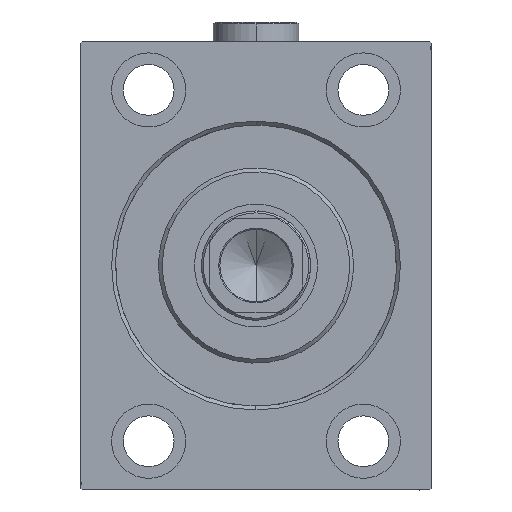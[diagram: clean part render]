
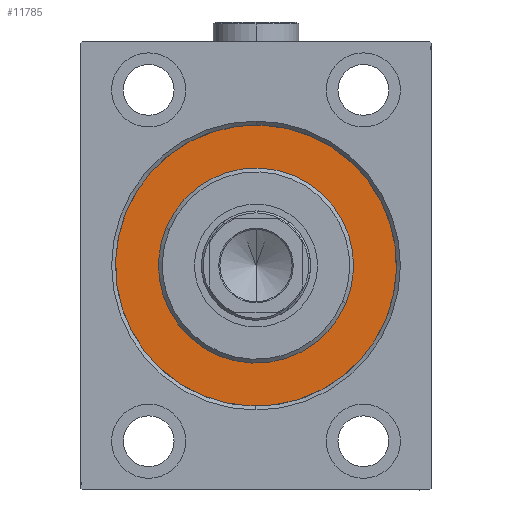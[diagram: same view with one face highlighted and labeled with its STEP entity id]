
A CAD part, left-side view. The second image highlights one B-rep face of the part: STEP entity #11785.
In plain terms, the highlighted face is planar.
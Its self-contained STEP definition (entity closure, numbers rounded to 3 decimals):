
#100 = VERTEX_POINT ( 'NONE', #36868 ) ;
#544 = EDGE_LOOP ( 'NONE', ( #23761, #34498 ) ) ;
#617 = AXIS2_PLACEMENT_3D ( 'NONE', #41492, #10077, #20653 ) ;
#758 = CARTESIAN_POINT ( 'NONE',  ( 0., 0., 36. ) ) ;
#1313 = EDGE_CURVE ( 'NONE', #28962, #29063, #43039, .T. ) ;
#6287 = CIRCLE ( 'NONE', #12112, 36. ) ;
#7405 = DIRECTION ( 'NONE',  ( 1., 0., 0. ) ) ;
#7913 = CARTESIAN_POINT ( 'NONE',  ( 0., 0., 0. ) ) ;
#10076 = CARTESIAN_POINT ( 'NONE',  ( 0., 0., 0. ) ) ;
#10077 = DIRECTION ( 'NONE',  ( -1., 0., 0. ) ) ;
#10822 = CARTESIAN_POINT ( 'NONE',  ( 0., 0., 0. ) ) ;
#11158 = EDGE_CURVE ( 'NONE', #29063, #28962, #6287, .T. ) ;
#11785 = ADVANCED_FACE ( 'NONE', ( #39078, #39306 ), #21675, .F. ) ;
#12112 = AXIS2_PLACEMENT_3D ( 'NONE', #36649, #16486, #37341 ) ;
#14163 = CARTESIAN_POINT ( 'NONE',  ( 0., 0., -36. ) ) ;
#14423 = DIRECTION ( 'NONE',  ( 1., 0., 0. ) ) ;
#16486 = DIRECTION ( 'NONE',  ( -1., 0., 0. ) ) ;
#17764 = AXIS2_PLACEMENT_3D ( 'NONE', #10076, #14423, #31849 ) ;
#17947 = DIRECTION ( 'NONE',  ( 0., 0., -1. ) ) ;
#20653 = DIRECTION ( 'NONE',  ( 0., 0., 1. ) ) ;
#21675 = PLANE ( 'NONE',  #28218 ) ;
#23761 = ORIENTED_EDGE ( 'NONE', *, *, #11158, .F. ) ;
#26182 = CARTESIAN_POINT ( 'NONE',  ( 0., 0., 25. ) ) ;
#26224 = VERTEX_POINT ( 'NONE', #26182 ) ;
#28218 = AXIS2_PLACEMENT_3D ( 'NONE', #7913, #32439, #40433 ) ;
#28962 = VERTEX_POINT ( 'NONE', #758 ) ;
#29063 = VERTEX_POINT ( 'NONE', #14163 ) ;
#29160 = EDGE_LOOP ( 'NONE', ( #32681, #42540 ) ) ;
#30312 = EDGE_CURVE ( 'NONE', #26224, #100, #32292, .T. ) ;
#31849 = DIRECTION ( 'NONE',  ( 0., 0., -1. ) ) ;
#32292 = CIRCLE ( 'NONE', #38882, 25. ) ;
#32439 = DIRECTION ( 'NONE',  ( -1., 0., 0. ) ) ;
#32681 = ORIENTED_EDGE ( 'NONE', *, *, #30312, .F. ) ;
#34498 = ORIENTED_EDGE ( 'NONE', *, *, #1313, .F. ) ;
#36029 = CIRCLE ( 'NONE', #17764, 25. ) ;
#36649 = CARTESIAN_POINT ( 'NONE',  ( 0., 0., 0. ) ) ;
#36868 = CARTESIAN_POINT ( 'NONE',  ( 0., 0., -25. ) ) ;
#37341 = DIRECTION ( 'NONE',  ( 0., 0., 1. ) ) ;
#38524 = EDGE_CURVE ( 'NONE', #100, #26224, #36029, .T. ) ;
#38882 = AXIS2_PLACEMENT_3D ( 'NONE', #10822, #7405, #17947 ) ;
#39078 = FACE_BOUND ( 'NONE', #29160, .T. ) ;
#39306 = FACE_OUTER_BOUND ( 'NONE', #544, .T. ) ;
#40433 = DIRECTION ( 'NONE',  ( 0., 0., 1. ) ) ;
#41492 = CARTESIAN_POINT ( 'NONE',  ( 0., 0., 0. ) ) ;
#42540 = ORIENTED_EDGE ( 'NONE', *, *, #38524, .F. ) ;
#43039 = CIRCLE ( 'NONE', #617, 36. ) ;
